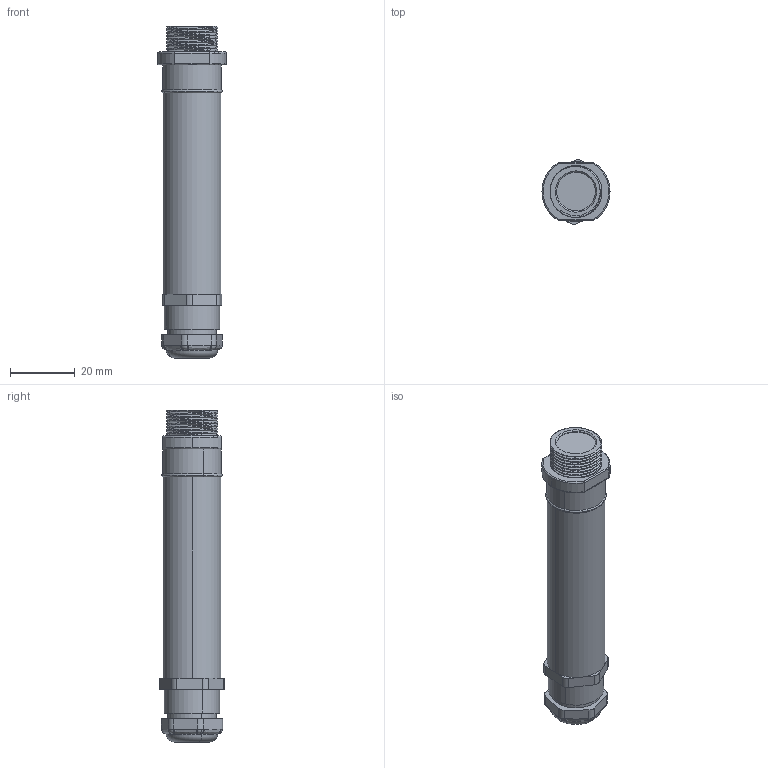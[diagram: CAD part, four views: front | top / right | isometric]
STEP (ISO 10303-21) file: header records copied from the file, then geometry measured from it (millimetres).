
FILE_DESCRIPTION (( 'STEP AP214' ), '1' );
FILE_NAME ('PyroCouple Sensor - Calex Electronics.STEP', '2014-11-25T18:36:57', ( '' ), ( '' ), 'SwSTEP 2.0', 'SolidWorks 2014', '' );
FILE_SCHEMA (( 'AUTOMOTIVE_DESIGN' ));
Length unit declared in the file: millimetre
Products named in the file (6): PyroCouple Lens; PyroCouple Nut 2; PyroCouple Nut; PyroCouple Head; PyroCouple Body; PyroCouple Sensor - Calex Electronics
Assembly tree (5 placements, depth 2):
  PyroCouple Sensor - Calex Electronics
    PyroCouple Body
    PyroCouple Head
    PyroCouple Nut
    PyroCouple Nut 2
    PyroCouple Lens
Bounding box: 21 x 19.97 x 102.25 mm (x, y, z)
Volume: 17705.4 mm3; surface area: 12695.5 mm2
Topology: 5 solids, 5 shells, 170 faces, 401 edges, 243 vertices
Faces by surface type: cylinder 91, plane 41, torus 20, bspline 16, cone 2
Entity records: 6908 total; most frequent: CARTESIAN_POINT 2865, DIRECTION 821, ORIENTED_EDGE 786, EDGE_CURVE 393, AXIS2_PLACEMENT_3D 339, VERTEX_POINT 243, EDGE_LOOP 186, CIRCLE 177
